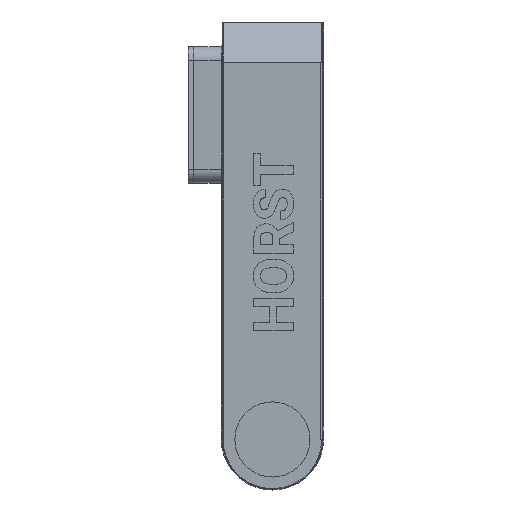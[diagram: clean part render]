
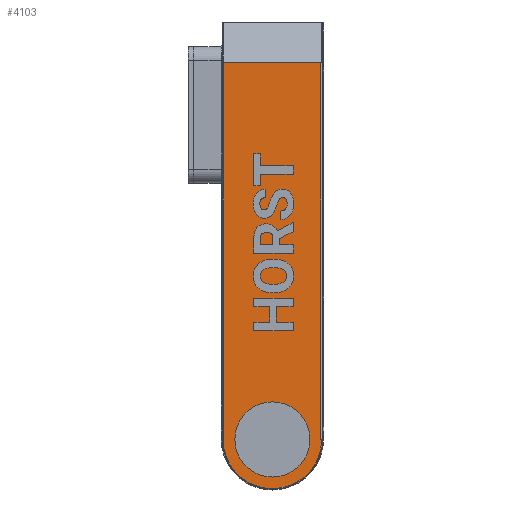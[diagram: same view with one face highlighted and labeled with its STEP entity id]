
A CAD part, left-side view. The second image highlights one B-rep face of the part: STEP entity #4103.
In plain terms, the highlighted face is planar.
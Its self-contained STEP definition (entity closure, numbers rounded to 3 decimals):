
#643 = DIRECTION ( 'NONE',  ( -1., 0., 0. ) ) ;
#732 = CIRCLE ( 'NONE', #1412, 26.75 ) ;
#847 = DIRECTION ( 'NONE',  ( 0., 0., 1. ) ) ;
#881 = VECTOR ( 'NONE', #16305, 1000. ) ;
#1412 = AXIS2_PLACEMENT_3D ( 'NONE', #12711, #4990, #3265 ) ;
#1649 = DIRECTION ( 'NONE',  ( 0., 0., 1. ) ) ;
#1656 = CARTESIAN_POINT ( 'NONE',  ( -0.5, 36., 61.2 ) ) ;
#1659 = EDGE_CURVE ( 'NONE', #2004, #13613, #15739, .T. ) ;
#1812 = LINE ( 'NONE', #8505, #20233 ) ;
#2004 = VERTEX_POINT ( 'NONE', #8875 ) ;
#2068 = CARTESIAN_POINT ( 'NONE',  ( -0.5, -36., 61.2 ) ) ;
#2180 = LINE ( 'NONE', #20376, #13591 ) ;
#2410 = EDGE_CURVE ( 'NONE', #12440, #15002, #5053, .T. ) ;
#2499 = CARTESIAN_POINT ( 'NONE',  ( 275.065, 35.5, 61.2 ) ) ;
#2931 = LINE ( 'NONE', #4986, #10192 ) ;
#2950 = DIRECTION ( 'NONE',  ( 1., 0., 0. ) ) ;
#3202 = CIRCLE ( 'NONE', #6284, 36. ) ;
#3265 = DIRECTION ( 'NONE',  ( 1., 0., 0. ) ) ;
#4103 = ADVANCED_FACE ( 'NONE', ( #8537, #12116 ), #13746, .F. ) ;
#4532 = EDGE_CURVE ( 'NONE', #12119, #11157, #1812, .T. ) ;
#4785 = CIRCLE ( 'NONE', #14454, 26.75 ) ;
#4797 = CARTESIAN_POINT ( 'NONE',  ( -0.5, 0., 61.2 ) ) ;
#4819 = CARTESIAN_POINT ( 'NONE',  ( -0.3, -35.5, 61.2 ) ) ;
#4986 = CARTESIAN_POINT ( 'NONE',  ( -36.5, 35.5, 61.2 ) ) ;
#4990 = DIRECTION ( 'NONE',  ( 0., 0., 1. ) ) ;
#5011 = LINE ( 'NONE', #1656, #881 ) ;
#5053 = CIRCLE ( 'NONE', #9172, 36. ) ;
#5148 = VECTOR ( 'NONE', #9556, 1000. ) ;
#6113 = ORIENTED_EDGE ( 'NONE', *, *, #4532, .F. ) ;
#6284 = AXIS2_PLACEMENT_3D ( 'NONE', #10566, #13620, #643 ) ;
#6288 = CARTESIAN_POINT ( 'NONE',  ( -0.3, 35.5, 61.2 ) ) ;
#6450 = VECTOR ( 'NONE', #12055, 1000. ) ;
#6665 = ORIENTED_EDGE ( 'NONE', *, *, #21371, .F. ) ;
#7205 = AXIS2_PLACEMENT_3D ( 'NONE', #13439, #8645, #20053 ) ;
#7756 = CARTESIAN_POINT ( 'NONE',  ( -0.5, 0., 61.2 ) ) ;
#7854 = ORIENTED_EDGE ( 'NONE', *, *, #19832, .F. ) ;
#7940 = CARTESIAN_POINT ( 'NONE',  ( -36.5, 0., 61.2 ) ) ;
#8238 = EDGE_CURVE ( 'NONE', #15002, #13613, #3202, .T. ) ;
#8317 = ORIENTED_EDGE ( 'NONE', *, *, #13000, .F. ) ;
#8505 = CARTESIAN_POINT ( 'NONE',  ( -36.5, 35.5, 61.2 ) ) ;
#8537 = FACE_BOUND ( 'NONE', #18405, .T. ) ;
#8645 = DIRECTION ( 'NONE',  ( 0., 0., -1. ) ) ;
#8773 = ORIENTED_EDGE ( 'NONE', *, *, #16068, .T. ) ;
#8875 = CARTESIAN_POINT ( 'NONE',  ( -0.5, -35.5, 61.2 ) ) ;
#9004 = CARTESIAN_POINT ( 'NONE',  ( 275.065, -35.5, 61.2 ) ) ;
#9172 = AXIS2_PLACEMENT_3D ( 'NONE', #7756, #847, #17634 ) ;
#9417 = VERTEX_POINT ( 'NONE', #2499 ) ;
#9556 = DIRECTION ( 'NONE',  ( 1., 0., 0. ) ) ;
#9680 = EDGE_CURVE ( 'NONE', #9417, #11157, #2931, .T. ) ;
#9799 = CARTESIAN_POINT ( 'NONE',  ( 26.25, 0., 61.2 ) ) ;
#10063 = LINE ( 'NONE', #18527, #10981 ) ;
#10192 = VECTOR ( 'NONE', #11576, 1000. ) ;
#10566 = CARTESIAN_POINT ( 'NONE',  ( -0.5, 0., 61.2 ) ) ;
#10806 = VERTEX_POINT ( 'NONE', #4819 ) ;
#10981 = VECTOR ( 'NONE', #13645, 1000. ) ;
#11157 = VERTEX_POINT ( 'NONE', #6288 ) ;
#11292 = EDGE_CURVE ( 'NONE', #19655, #9417, #10063, .T. ) ;
#11576 = DIRECTION ( 'NONE',  ( -1., 0., 0. ) ) ;
#11645 = ORIENTED_EDGE ( 'NONE', *, *, #2410, .T. ) ;
#11741 = VERTEX_POINT ( 'NONE', #9799 ) ;
#11837 = ORIENTED_EDGE ( 'NONE', *, *, #11292, .T. ) ;
#12041 = ORIENTED_EDGE ( 'NONE', *, *, #14136, .F. ) ;
#12055 = DIRECTION ( 'NONE',  ( 0., -1., 0. ) ) ;
#12116 = FACE_OUTER_BOUND ( 'NONE', #12407, .T. ) ;
#12119 = VERTEX_POINT ( 'NONE', #13759 ) ;
#12407 = EDGE_LOOP ( 'NONE', ( #11837, #12988, #6113, #8317, #11645, #15810, #20187, #7854, #8773 ) ) ;
#12440 = VERTEX_POINT ( 'NONE', #19374 ) ;
#12711 = CARTESIAN_POINT ( 'NONE',  ( -0.5, 0., 61.2 ) ) ;
#12988 = ORIENTED_EDGE ( 'NONE', *, *, #9680, .T. ) ;
#13000 = EDGE_CURVE ( 'NONE', #12440, #12119, #5011, .T. ) ;
#13410 = DIRECTION ( 'NONE',  ( 1., 0., 0. ) ) ;
#13439 = CARTESIAN_POINT ( 'NONE',  ( -36.5, 36., 61.2 ) ) ;
#13591 = VECTOR ( 'NONE', #19961, 1000. ) ;
#13613 = VERTEX_POINT ( 'NONE', #2068 ) ;
#13620 = DIRECTION ( 'NONE',  ( 0., 0., 1. ) ) ;
#13645 = DIRECTION ( 'NONE',  ( 0., 1., 0. ) ) ;
#13746 = PLANE ( 'NONE',  #7205 ) ;
#13759 = CARTESIAN_POINT ( 'NONE',  ( -0.5, 35.5, 61.2 ) ) ;
#14136 = EDGE_CURVE ( 'NONE', #11741, #16431, #4785, .T. ) ;
#14454 = AXIS2_PLACEMENT_3D ( 'NONE', #4797, #1649, #2950 ) ;
#15002 = VERTEX_POINT ( 'NONE', #7940 ) ;
#15739 = LINE ( 'NONE', #20721, #6450 ) ;
#15810 = ORIENTED_EDGE ( 'NONE', *, *, #8238, .T. ) ;
#16068 = EDGE_CURVE ( 'NONE', #10806, #19655, #17476, .T. ) ;
#16305 = DIRECTION ( 'NONE',  ( 0., -1., 0. ) ) ;
#16431 = VERTEX_POINT ( 'NONE', #20558 ) ;
#17476 = LINE ( 'NONE', #17914, #5148 ) ;
#17634 = DIRECTION ( 'NONE',  ( -1., 0., 0. ) ) ;
#17914 = CARTESIAN_POINT ( 'NONE',  ( -36.5, -35.5, 61.2 ) ) ;
#18405 = EDGE_LOOP ( 'NONE', ( #12041, #6665 ) ) ;
#18527 = CARTESIAN_POINT ( 'NONE',  ( 275.065, 36., 61.2 ) ) ;
#19374 = CARTESIAN_POINT ( 'NONE',  ( -0.5, 36., 61.2 ) ) ;
#19655 = VERTEX_POINT ( 'NONE', #9004 ) ;
#19832 = EDGE_CURVE ( 'NONE', #10806, #2004, #2180, .T. ) ;
#19961 = DIRECTION ( 'NONE',  ( -1., 0., 0. ) ) ;
#20053 = DIRECTION ( 'NONE',  ( -1., 0., 0. ) ) ;
#20187 = ORIENTED_EDGE ( 'NONE', *, *, #1659, .F. ) ;
#20233 = VECTOR ( 'NONE', #13410, 1000. ) ;
#20376 = CARTESIAN_POINT ( 'NONE',  ( -36.5, -35.5, 61.2 ) ) ;
#20558 = CARTESIAN_POINT ( 'NONE',  ( -27.25, 0., 61.2 ) ) ;
#20721 = CARTESIAN_POINT ( 'NONE',  ( -0.5, 36., 61.2 ) ) ;
#21371 = EDGE_CURVE ( 'NONE', #16431, #11741, #732, .T. ) ;
